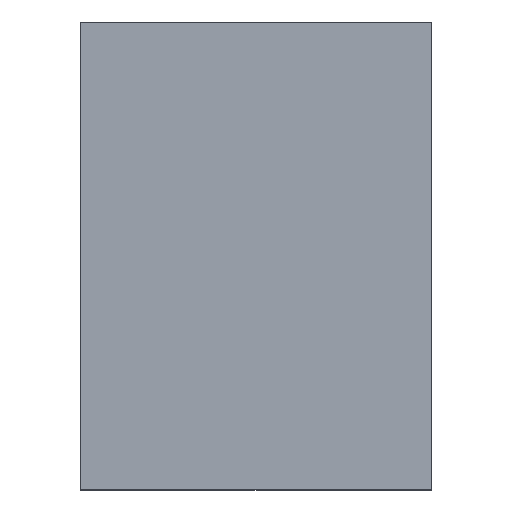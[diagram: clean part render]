
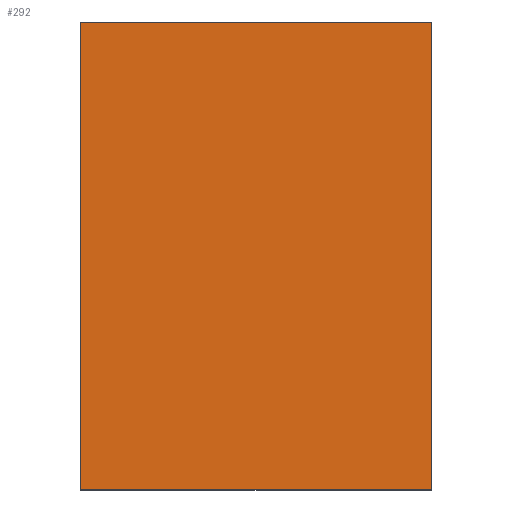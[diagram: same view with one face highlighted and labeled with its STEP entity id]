
A CAD part, left-side view. The second image highlights one B-rep face of the part: STEP entity #292.
In plain terms, the highlighted planar face has unit normal (-1, 0, 0).
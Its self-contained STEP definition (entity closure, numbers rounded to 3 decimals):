
#34=FACE_OUTER_BOUND('',#52,.T.);
#52=EDGE_LOOP('',(#247,#248,#249,#250));
#80=LINE('',#461,#116);
#88=LINE('',#476,#124);
#89=LINE('',#478,#125);
#90=LINE('',#479,#126);
#116=VECTOR('',#382,10.);
#124=VECTOR('',#394,10.);
#125=VECTOR('',#397,10.);
#126=VECTOR('',#398,10.);
#144=VERTEX_POINT('',#458);
#145=VERTEX_POINT('',#460);
#149=VERTEX_POINT('',#472);
#150=VERTEX_POINT('',#474);
#176=EDGE_CURVE('',#144,#145,#80,.T.);
#184=EDGE_CURVE('',#149,#150,#88,.T.);
#185=EDGE_CURVE('',#144,#149,#89,.T.);
#186=EDGE_CURVE('',#145,#150,#90,.T.);
#247=ORIENTED_EDGE('',*,*,#185,.T.);
#248=ORIENTED_EDGE('',*,*,#184,.T.);
#249=ORIENTED_EDGE('',*,*,#186,.F.);
#250=ORIENTED_EDGE('',*,*,#176,.F.);
#274=PLANE('',#326);
#292=ADVANCED_FACE('',(#34),#274,.T.);
#326=AXIS2_PLACEMENT_3D('',#477,#395,#396);
#382=DIRECTION('',(0.,1.,0.));
#394=DIRECTION('',(0.,1.,0.));
#395=DIRECTION('center_axis',(-1.,0.,0.));
#396=DIRECTION('ref_axis',(0.,0.,1.));
#397=DIRECTION('',(0.,0.,1.));
#398=DIRECTION('',(0.,0.,1.));
#458=CARTESIAN_POINT('',(-0.8,0.,-0.4));
#460=CARTESIAN_POINT('',(-0.8,0.6,-0.4));
#461=CARTESIAN_POINT('',(-0.8,0.,-0.4));
#472=CARTESIAN_POINT('',(-0.8,0.,0.4));
#474=CARTESIAN_POINT('',(-0.8,0.6,0.4));
#476=CARTESIAN_POINT('',(-0.8,0.,0.4));
#477=CARTESIAN_POINT('Origin',(-0.8,0.,-0.4));
#478=CARTESIAN_POINT('',(-0.8,0.,-0.4));
#479=CARTESIAN_POINT('',(-0.8,0.6,-0.4));
